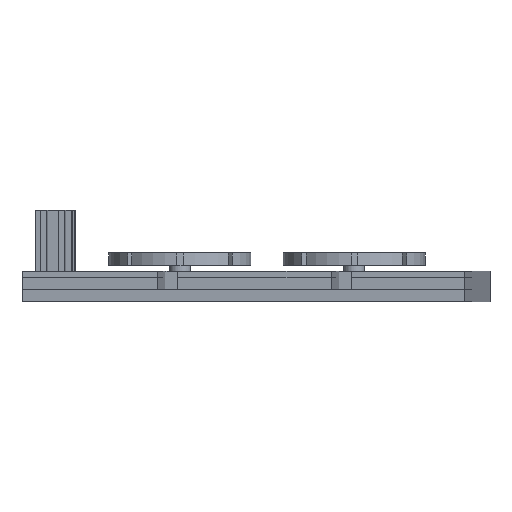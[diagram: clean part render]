
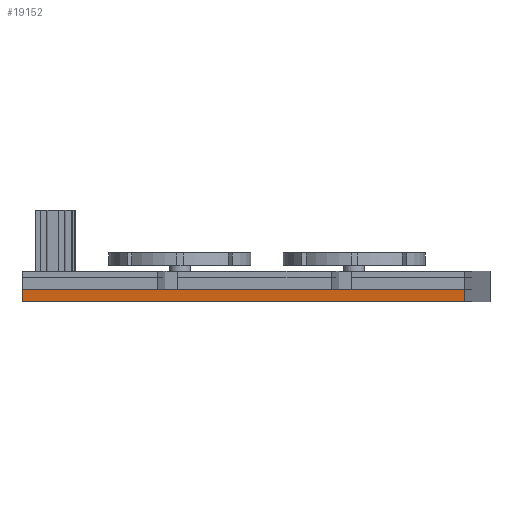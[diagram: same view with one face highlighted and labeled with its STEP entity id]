
A CAD part, front view. The second image highlights one B-rep face of the part: STEP entity #19152.
In plain terms, the highlighted planar face has unit normal (-0.139, -0.99, 0).
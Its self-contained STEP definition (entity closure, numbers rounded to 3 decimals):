
#828=PLANE('',#20297);
#1814=FACE_OUTER_BOUND('',#2858,.T.);
#2858=EDGE_LOOP('',(#16225,#16226,#16227,#16228));
#4944=LINE('',#28814,#7556);
#4976=LINE('',#28877,#7588);
#4977=LINE('',#28879,#7589);
#4978=LINE('',#28880,#7590);
#7556=VECTOR('',#23606,10.);
#7588=VECTOR('',#23658,10.);
#7589=VECTOR('',#23661,10.);
#7590=VECTOR('',#23662,10.);
#9771=VERTEX_POINT('',#28810);
#9773=VERTEX_POINT('',#28813);
#9793=VERTEX_POINT('',#28873);
#9794=VERTEX_POINT('',#28875);
#12120=EDGE_CURVE('',#9771,#9773,#4944,.T.);
#12152=EDGE_CURVE('',#9793,#9794,#4976,.T.);
#12153=EDGE_CURVE('',#9793,#9771,#4977,.T.);
#12154=EDGE_CURVE('',#9773,#9794,#4978,.T.);
#16225=ORIENTED_EDGE('',*,*,#12153,.F.);
#16226=ORIENTED_EDGE('',*,*,#12152,.T.);
#16227=ORIENTED_EDGE('',*,*,#12154,.F.);
#16228=ORIENTED_EDGE('',*,*,#12120,.F.);
#19152=ADVANCED_FACE('',(#1814),#828,.T.);
#20297=AXIS2_PLACEMENT_3D('',#28878,#23659,#23660);
#23606=DIRECTION('',(0.,0.,1.));
#23658=DIRECTION('',(0.,0.,1.));
#23659=DIRECTION('center_axis',(-0.139,-0.99,0.));
#23660=DIRECTION('ref_axis',(0.99,-0.139,0.));
#23661=DIRECTION('',(-0.99,0.139,0.));
#23662=DIRECTION('',(0.99,-0.139,0.));
#28810=CARTESIAN_POINT('',(-62.789,-17.002,-6.));
#28813=CARTESIAN_POINT('',(-62.789,-17.002,0.));
#28814=CARTESIAN_POINT('',(-62.789,-17.002,-6.));
#28873=CARTESIAN_POINT('',(155.191,-47.654,-6.));
#28875=CARTESIAN_POINT('',(155.191,-47.654,0.));
#28877=CARTESIAN_POINT('',(155.191,-47.654,-6.));
#28878=CARTESIAN_POINT('Origin',(-62.789,-17.002,-6.));
#28879=CARTESIAN_POINT('',(155.191,-47.654,-6.));
#28880=CARTESIAN_POINT('',(155.191,-47.654,0.));
